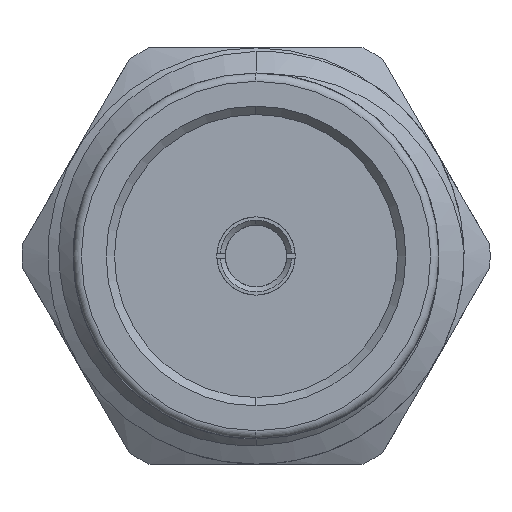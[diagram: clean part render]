
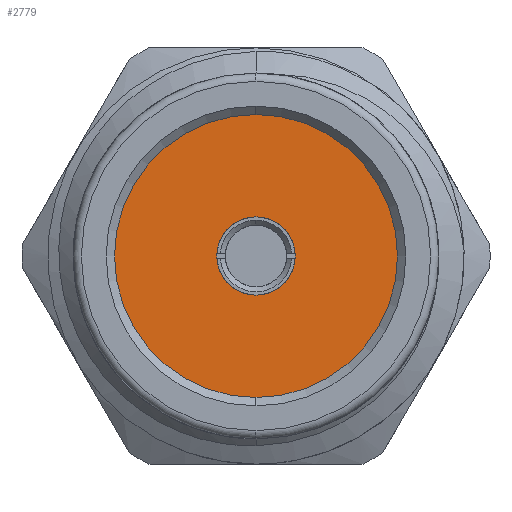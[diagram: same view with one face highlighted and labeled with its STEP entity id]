
A CAD part, left-side view. The second image highlights one B-rep face of the part: STEP entity #2779.
In plain terms, the highlighted planar face has unit normal (-1, 0, 0).
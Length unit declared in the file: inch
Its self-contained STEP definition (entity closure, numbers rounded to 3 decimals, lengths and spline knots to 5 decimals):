
#150 = CIRCLE ( 'NONE', #2944, 0.0235 ) ;
#398 = CARTESIAN_POINT ( 'NONE',  ( 0.075, 0., 0. ) ) ;
#652 = ORIENTED_EDGE ( 'NONE', *, *, #3756, .F. ) ;
#837 = AXIS2_PLACEMENT_3D ( 'NONE', #1906, #5253, #2788 ) ;
#991 = FACE_OUTER_BOUND ( 'NONE', #1747, .T. ) ;
#1014 = VERTEX_POINT ( 'NONE', #1942 ) ;
#1450 = AXIS2_PLACEMENT_3D ( 'NONE', #3798, #3917, #4332 ) ;
#1526 = DIRECTION ( 'NONE',  ( 0., 0., 1. ) ) ;
#1747 = EDGE_LOOP ( 'NONE', ( #2737, #4049 ) ) ;
#1807 = CIRCLE ( 'NONE', #837, 0.085 ) ;
#1906 = CARTESIAN_POINT ( 'NONE',  ( 0.075, 0., 0. ) ) ;
#1942 = CARTESIAN_POINT ( 'NONE',  ( 0.075, 0., 0.0235 ) ) ;
#1997 = AXIS2_PLACEMENT_3D ( 'NONE', #2297, #5313, #1526 ) ;
#2207 = DIRECTION ( 'NONE',  ( 0., 0., 1. ) ) ;
#2297 = CARTESIAN_POINT ( 'NONE',  ( 0.075, 0., 0. ) ) ;
#2737 = ORIENTED_EDGE ( 'NONE', *, *, #5426, .T. ) ;
#2778 = VERTEX_POINT ( 'NONE', #4277 ) ;
#2779 = ADVANCED_FACE ( 'NONE', ( #4734, #991 ), #3004, .T. ) ;
#2788 = DIRECTION ( 'NONE',  ( 0., 0., 1. ) ) ;
#2916 = VERTEX_POINT ( 'NONE', #4364 ) ;
#2944 = AXIS2_PLACEMENT_3D ( 'NONE', #5106, #4645, #2207 ) ;
#2956 = DIRECTION ( 'NONE',  ( -1., 0., 0. ) ) ;
#2969 = ORIENTED_EDGE ( 'NONE', *, *, #3887, .F. ) ;
#3004 = PLANE ( 'NONE',  #1450 ) ;
#3756 = EDGE_CURVE ( 'NONE', #2778, #1014, #150, .T. ) ;
#3798 = CARTESIAN_POINT ( 'NONE',  ( 0.075, 0., 0. ) ) ;
#3887 = EDGE_CURVE ( 'NONE', #1014, #2778, #5225, .T. ) ;
#3917 = DIRECTION ( 'NONE',  ( -1., 0., 0. ) ) ;
#4049 = ORIENTED_EDGE ( 'NONE', *, *, #4054, .T. ) ;
#4054 = EDGE_CURVE ( 'NONE', #2916, #4289, #1807, .T. ) ;
#4127 = EDGE_LOOP ( 'NONE', ( #2969, #652 ) ) ;
#4200 = CARTESIAN_POINT ( 'NONE',  ( 0.075, 0., 0.085 ) ) ;
#4277 = CARTESIAN_POINT ( 'NONE',  ( 0.075, 0., -0.0235 ) ) ;
#4289 = VERTEX_POINT ( 'NONE', #4200 ) ;
#4332 = DIRECTION ( 'NONE',  ( 0., 0., 1. ) ) ;
#4364 = CARTESIAN_POINT ( 'NONE',  ( 0.075, 0., -0.085 ) ) ;
#4574 = DIRECTION ( 'NONE',  ( 0., 0., 1. ) ) ;
#4645 = DIRECTION ( 'NONE',  ( -1., 0., 0. ) ) ;
#4702 = AXIS2_PLACEMENT_3D ( 'NONE', #398, #2956, #4574 ) ;
#4734 = FACE_BOUND ( 'NONE', #4127, .T. ) ;
#5106 = CARTESIAN_POINT ( 'NONE',  ( 0.075, 0., 0. ) ) ;
#5225 = CIRCLE ( 'NONE', #4702, 0.0235 ) ;
#5253 = DIRECTION ( 'NONE',  ( -1., 0., 0. ) ) ;
#5313 = DIRECTION ( 'NONE',  ( -1., 0., 0. ) ) ;
#5418 = CIRCLE ( 'NONE', #1997, 0.085 ) ;
#5426 = EDGE_CURVE ( 'NONE', #4289, #2916, #5418, .T. ) ;
